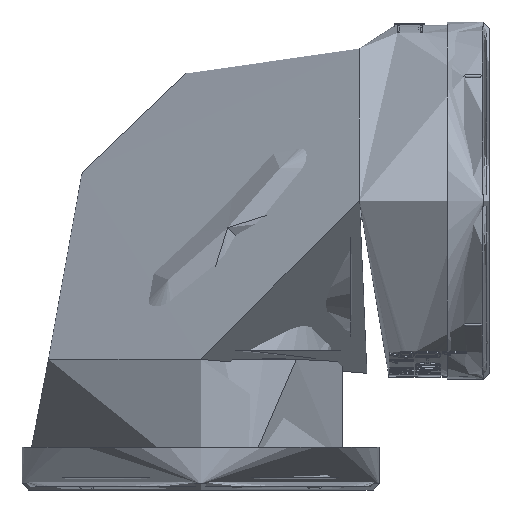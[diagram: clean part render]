
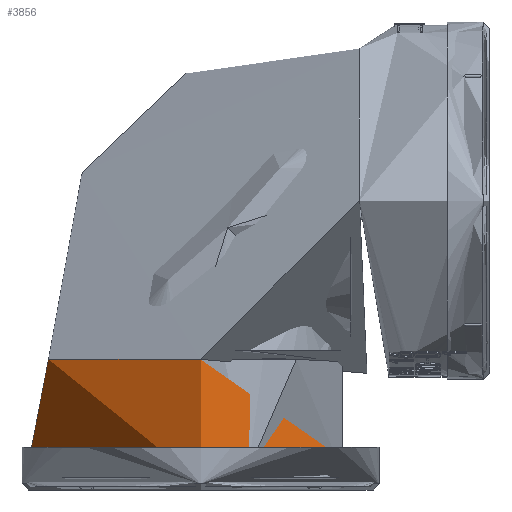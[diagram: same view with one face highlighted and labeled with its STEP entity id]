
A CAD part, left-side view. The second image highlights one B-rep face of the part: STEP entity #3856.
In plain terms, the highlighted cylindrical face has radius 29 mm (diameter 58 mm), a full revolution.
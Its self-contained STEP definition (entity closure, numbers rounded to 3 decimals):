
#3856=ADVANCED_FACE('',(#6040,#6041),#5770,.T.);
#5770=CYLINDRICAL_SURFACE('',#37123,29.);
#5933=B_SPLINE_CURVE_WITH_KNOTS('',3,(#57854,#57855,#57856,#57857,#57858,
#57859,#57860,#57861,#57862,#57863,#57864,#57865,#57866,#57867,#57868,#57869,
#57870,#57871,#57872,#57873,#57874,#57875,#57876,#57877,#57878,#57879,#57880,
#57881,#57882,#57883,#57884,#57885,#57886,#57887,#57888,#57889),
 .UNSPECIFIED.,.F.,.F.,(4,2,2,2,2,1,2,2,2,2,2,2,2,2,1,2,2,2,4),(0.,0.125,
0.188,0.219,0.234,0.242,
0.246,0.25,0.375,0.5,
0.625,0.688,0.719,0.734,0.742,
0.746,0.75,0.875,1.),.UNSPECIFIED.);
#6040=FACE_BOUND('',#6202,.T.);
#6041=FACE_BOUND('',#6203,.T.);
#6202=EDGE_LOOP('',(#16694));
#6203=EDGE_LOOP('',(#16695,#16696));
#16694=ORIENTED_EDGE('',*,*,#31388,.F.);
#16695=ORIENTED_EDGE('',*,*,#31449,.T.);
#16696=ORIENTED_EDGE('',*,*,#31451,.T.);
#27653=VERTEX_POINT('',#52526);
#27696=VERTEX_POINT('',#57853);
#27697=VERTEX_POINT('',#57890);
#31388=EDGE_CURVE('',#27653,#27653,#35722,.T.);
#31449=EDGE_CURVE('',#27697,#27696,#5933,.T.);
#31451=EDGE_CURVE('',#27696,#27697,#35745,.T.);
#35722=CIRCLE('',#37077,29.);
#35745=CIRCLE('',#37121,29.);
#37077=AXIS2_PLACEMENT_3D('',#52525,#42172,#42173);
#37121=AXIS2_PLACEMENT_3D('',#58495,#42264,#42265);
#37123=AXIS2_PLACEMENT_3D('',#58585,#42268,#42269);
#42172=DIRECTION('',(0.,0.,-1.));
#42173=DIRECTION('',(1.,0.,0.));
#42264=DIRECTION('',(0.,0.,-1.));
#42265=DIRECTION('',(1.,0.,0.));
#42268=DIRECTION('',(0.,0.,1.));
#42269=DIRECTION('',(1.,0.,0.));
#52525=CARTESIAN_POINT('',(0.,19.095,-560.176));
#52526=CARTESIAN_POINT('',(29.,19.095,-560.176));
#57853=CARTESIAN_POINT('',(-29.,19.095,-539.9));
#57854=CARTESIAN_POINT('',(29.,19.095,-539.9));
#57855=CARTESIAN_POINT('',(29.,14.107,-540.718));
#57856=CARTESIAN_POINT('',(27.725,9.788,-541.406));
#57857=CARTESIAN_POINT('',(25.241,4.691,-542.245));
#57858=CARTESIAN_POINT('',(24.315,3.21,-542.492));
#57859=CARTESIAN_POINT('',(22.905,1.29,-542.814));
#57860=CARTESIAN_POINT('',(22.431,0.7,-542.913));
#57861=CARTESIAN_POINT('',(21.727,-0.117,-543.049));
#57862=CARTESIAN_POINT('',(21.493,-0.377,-543.093));
#57863=CARTESIAN_POINT('',(21.146,-0.752,-543.155));
#57864=CARTESIAN_POINT('',(20.973,-0.935,-543.186));
#57865=CARTESIAN_POINT('',(20.802,-1.112,-543.215));
#57866=CARTESIAN_POINT('',(20.688,-1.229,-543.234));
#57867=CARTESIAN_POINT('',(20.663,-1.254,-543.238));
#57868=CARTESIAN_POINT('',(17.739,-4.197,-543.721));
#57869=CARTESIAN_POINT('',(14.386,-6.373,-544.072));
#57870=CARTESIAN_POINT('',(7.315,-9.225,-544.541));
#57871=CARTESIAN_POINT('',(3.601,-9.905,-544.658));
#57872=CARTESIAN_POINT('',(-3.601,-9.905,-544.658));
#57873=CARTESIAN_POINT('',(-7.314,-9.226,-544.541));
#57874=CARTESIAN_POINT('',(-12.617,-7.087,-544.189));
#57875=CARTESIAN_POINT('',(-14.339,-6.189,-544.043));
#57876=CARTESIAN_POINT('',(-16.791,-4.57,-543.78));
#57877=CARTESIAN_POINT('',(-17.587,-3.986,-543.685));
#57878=CARTESIAN_POINT('',(-18.74,-3.043,-543.531));
#57879=CARTESIAN_POINT('',(-19.117,-2.718,-543.478));
#57880=CARTESIAN_POINT('',(-19.672,-2.214,-543.396));
#57881=CARTESIAN_POINT('',(-19.947,-1.959,-543.354));
#57882=CARTESIAN_POINT('',(-20.217,-1.697,-543.311));
#57883=CARTESIAN_POINT('',(-20.396,-1.521,-543.282));
#57884=CARTESIAN_POINT('',(-20.517,-1.4,-543.262));
#57885=CARTESIAN_POINT('',(-22.387,0.481,-542.953));
#57886=CARTESIAN_POINT('',(-24.412,2.991,-542.524));
#57887=CARTESIAN_POINT('',(-27.725,9.787,-541.407));
#57888=CARTESIAN_POINT('',(-29.,14.107,-540.718));
#57889=CARTESIAN_POINT('',(-29.,19.095,-539.9));
#57890=CARTESIAN_POINT('',(29.,19.095,-539.9));
#58495=CARTESIAN_POINT('',(0.,19.095,-539.9));
#58585=CARTESIAN_POINT('',(0.,19.095,-541.355));
